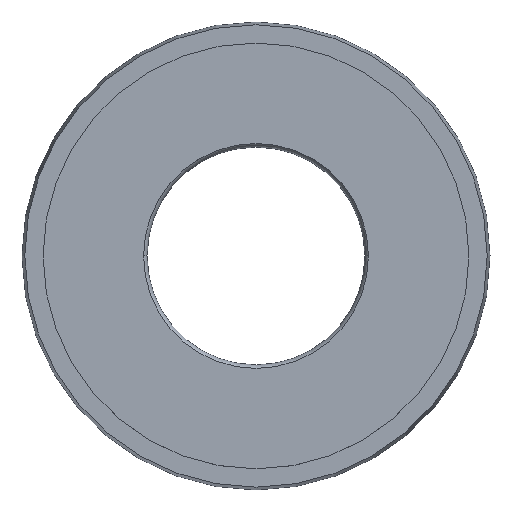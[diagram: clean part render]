
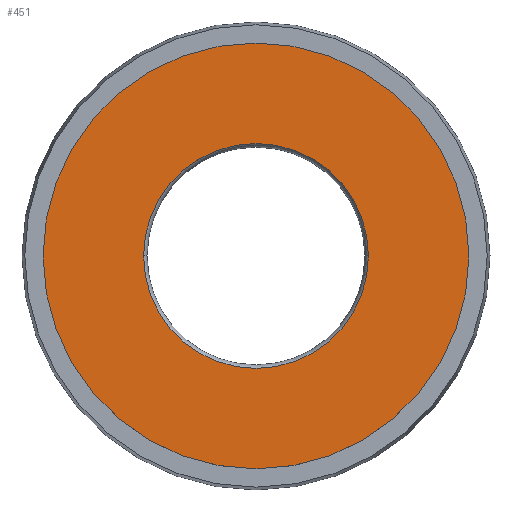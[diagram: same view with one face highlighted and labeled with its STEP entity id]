
A CAD part, top view. The second image highlights one B-rep face of the part: STEP entity #451.
In plain terms, the highlighted planar face has unit normal (0, 0, 1).
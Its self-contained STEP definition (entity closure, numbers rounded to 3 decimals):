
#18 = DIRECTION ( 'NONE',  ( 0., 0., -1. ) ) ;
#36 = EDGE_LOOP ( 'NONE', ( #507, #633 ) ) ;
#39 = CARTESIAN_POINT ( 'NONE',  ( 0., 0., 0. ) ) ;
#57 = DIRECTION ( 'NONE',  ( 1., 0., 0. ) ) ;
#59 = CARTESIAN_POINT ( 'NONE',  ( 0., 0., 0. ) ) ;
#70 = CIRCLE ( 'NONE', #508, 8. ) ;
#107 = CARTESIAN_POINT ( 'NONE',  ( 0., 0., 0. ) ) ;
#108 = EDGE_CURVE ( 'NONE', #381, #466, #70, .T. ) ;
#125 = EDGE_CURVE ( 'NONE', #466, #381, #288, .T. ) ;
#141 = FACE_BOUND ( 'NONE', #603, .T. ) ;
#162 = AXIS2_PLACEMENT_3D ( 'NONE', #107, #613, #57 ) ;
#252 = DIRECTION ( 'NONE',  ( 0., 0., 1. ) ) ;
#253 = FACE_OUTER_BOUND ( 'NONE', #36, .T. ) ;
#283 = AXIS2_PLACEMENT_3D ( 'NONE', #374, #630, #330 ) ;
#288 = CIRCLE ( 'NONE', #283, 8. ) ;
#330 = DIRECTION ( 'NONE',  ( 1., 0., 0. ) ) ;
#336 = VERTEX_POINT ( 'NONE', #606 ) ;
#337 = CIRCLE ( 'NONE', #493, 15.15 ) ;
#360 = PLANE ( 'NONE',  #514 ) ;
#374 = CARTESIAN_POINT ( 'NONE',  ( 0., 0., 0. ) ) ;
#378 = DIRECTION ( 'NONE',  ( 0., 0., 1. ) ) ;
#381 = VERTEX_POINT ( 'NONE', #492 ) ;
#393 = CIRCLE ( 'NONE', #162, 15.15 ) ;
#451 = ADVANCED_FACE ( 'NONE', ( #141, #253 ), #360, .F. ) ;
#452 = CARTESIAN_POINT ( 'NONE',  ( -8., 0., 0. ) ) ;
#464 = CARTESIAN_POINT ( 'NONE',  ( -15.15, 0., 0. ) ) ;
#466 = VERTEX_POINT ( 'NONE', #452 ) ;
#484 = EDGE_CURVE ( 'NONE', #336, #558, #337, .T. ) ;
#492 = CARTESIAN_POINT ( 'NONE',  ( 8., 0., 0. ) ) ;
#493 = AXIS2_PLACEMENT_3D ( 'NONE', #555, #252, #559 ) ;
#507 = ORIENTED_EDGE ( 'NONE', *, *, #484, .T. ) ;
#508 = AXIS2_PLACEMENT_3D ( 'NONE', #39, #378, #585 ) ;
#514 = AXIS2_PLACEMENT_3D ( 'NONE', #59, #18, #609 ) ;
#532 = EDGE_CURVE ( 'NONE', #558, #336, #393, .T. ) ;
#555 = CARTESIAN_POINT ( 'NONE',  ( 0., 0., 0. ) ) ;
#558 = VERTEX_POINT ( 'NONE', #464 ) ;
#559 = DIRECTION ( 'NONE',  ( 1., 0., 0. ) ) ;
#564 = ORIENTED_EDGE ( 'NONE', *, *, #108, .F. ) ;
#585 = DIRECTION ( 'NONE',  ( 1., 0., 0. ) ) ;
#603 = EDGE_LOOP ( 'NONE', ( #564, #617 ) ) ;
#606 = CARTESIAN_POINT ( 'NONE',  ( 15.15, 0., 0. ) ) ;
#609 = DIRECTION ( 'NONE',  ( -1., 0., 0. ) ) ;
#613 = DIRECTION ( 'NONE',  ( 0., 0., 1. ) ) ;
#617 = ORIENTED_EDGE ( 'NONE', *, *, #125, .F. ) ;
#630 = DIRECTION ( 'NONE',  ( 0., 0., 1. ) ) ;
#633 = ORIENTED_EDGE ( 'NONE', *, *, #532, .T. ) ;
